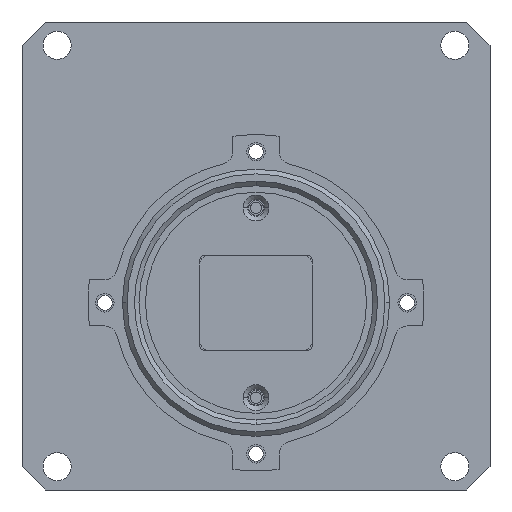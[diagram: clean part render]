
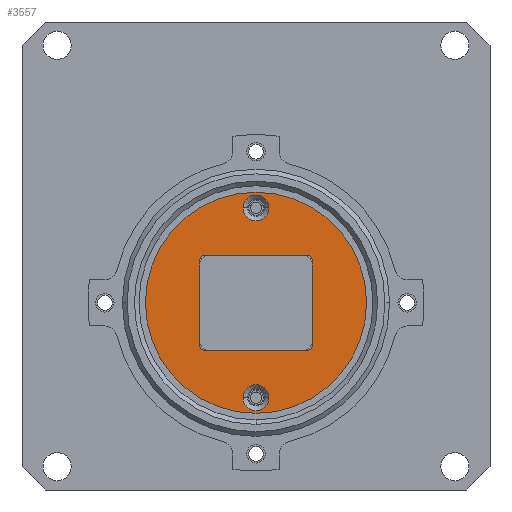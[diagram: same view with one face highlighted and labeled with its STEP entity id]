
A CAD part, left-side view. The second image highlights one B-rep face of the part: STEP entity #3557.
In plain terms, the highlighted planar face has unit normal (-1, 0, 0).
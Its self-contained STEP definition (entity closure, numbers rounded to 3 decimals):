
#1043=CARTESIAN_POINT('',(-5.8,-19.8,-35.13));
#1044=DIRECTION('',(1.,0.,0.));
#1045=DIRECTION('',(0.,0.,-1.));
#1046=AXIS2_PLACEMENT_3D('',#1043,#1044,#1045);
#1061=CARTESIAN_POINT('',(-5.8,-31.,-35.13));
#1062=DIRECTION('',(1.,0.,0.));
#1063=DIRECTION('',(0.,-1.,0.));
#1064=AXIS2_PLACEMENT_3D('',#1061,#1062,#1063);
#1079=CARTESIAN_POINT('',(-5.8,-31.,-25.83));
#1080=DIRECTION('',(1.,0.,0.));
#1081=DIRECTION('',(0.,0.,1.));
#1082=AXIS2_PLACEMENT_3D('',#1079,#1080,#1081);
#1097=CARTESIAN_POINT('',(-5.8,-19.8,-25.83));
#1098=DIRECTION('',(1.,0.,0.));
#1099=DIRECTION('',(0.,1.,0.));
#1100=AXIS2_PLACEMENT_3D('',#1097,#1098,#1099);
#1102=CARTESIAN_POINT('',(-5.8,-25.4,-30.48));
#1103=DIRECTION('',(1.,0.,0.));
#1104=DIRECTION('',(0.,-1.,0.));
#1105=AXIS2_PLACEMENT_3D('',#1102,#1103,#1104);
#1107=CARTESIAN_POINT('',(-5.8,-25.4,-30.48));
#1108=DIRECTION('',(1.,0.,0.));
#1109=DIRECTION('',(0.,1.,0.));
#1110=AXIS2_PLACEMENT_3D('',#1107,#1108,#1109);
#1112=DIRECTION('',(0.,-1.,0.));
#1113=VECTOR('',#1112,11.2);
#1114=CARTESIAN_POINT('',(-5.8,-19.8,-25.33));
#1115=LINE('',#1114,#1113);
#1116=DIRECTION('',(0.,0.,1.));
#1117=VECTOR('',#1116,9.3);
#1118=CARTESIAN_POINT('',(-5.8,-19.3,-35.13));
#1119=LINE('',#1118,#1117);
#1120=DIRECTION('',(0.,1.,0.));
#1121=VECTOR('',#1120,11.2);
#1122=CARTESIAN_POINT('',(-5.8,-31.,-35.63));
#1123=LINE('',#1122,#1121);
#1124=DIRECTION('',(0.,0.,-1.));
#1125=VECTOR('',#1124,9.3);
#1126=CARTESIAN_POINT('',(-5.8,-31.5,-25.83));
#1127=LINE('',#1126,#1125);
#1128=CARTESIAN_POINT('',(-5.8,-25.4,-40.78));
#1129=DIRECTION('',(1.,0.,0.));
#1130=DIRECTION('',(0.,1.,0.));
#1131=AXIS2_PLACEMENT_3D('',#1128,#1129,#1130);
#1133=CARTESIAN_POINT('',(-5.8,-25.4,-40.78));
#1134=DIRECTION('',(1.,0.,0.));
#1135=DIRECTION('',(0.,-1.,0.));
#1136=AXIS2_PLACEMENT_3D('',#1133,#1134,#1135);
#1138=CARTESIAN_POINT('',(-5.8,-25.4,-20.18));
#1139=DIRECTION('',(1.,0.,0.));
#1140=DIRECTION('',(0.,-1.,0.));
#1141=AXIS2_PLACEMENT_3D('',#1138,#1139,#1140);
#1143=CARTESIAN_POINT('',(-5.8,-25.4,-20.18));
#1144=DIRECTION('',(1.,0.,0.));
#1145=DIRECTION('',(0.,1.,0.));
#1146=AXIS2_PLACEMENT_3D('',#1143,#1144,#1145);
#2106=CARTESIAN_POINT('',(-5.8,-37.4,-30.48));
#2107=CARTESIAN_POINT('',(-5.8,-13.4,-30.48));
#2108=VERTEX_POINT('',#2106);
#2109=VERTEX_POINT('',#2107);
#2111=CARTESIAN_POINT('',(-5.8,-19.3,-35.13));
#2113=VERTEX_POINT('',#2111);
#2115=CARTESIAN_POINT('',(-5.8,-19.8,-35.63));
#2117=VERTEX_POINT('',#2115);
#2119=CARTESIAN_POINT('',(-5.8,-19.8,-25.33));
#2121=VERTEX_POINT('',#2119);
#2123=CARTESIAN_POINT('',(-5.8,-19.3,-25.83));
#2125=VERTEX_POINT('',#2123);
#2127=CARTESIAN_POINT('',(-5.8,-31.5,-25.83));
#2129=VERTEX_POINT('',#2127);
#2131=CARTESIAN_POINT('',(-5.8,-31.,-25.33));
#2133=VERTEX_POINT('',#2131);
#2135=CARTESIAN_POINT('',(-5.8,-31.,-35.63));
#2137=VERTEX_POINT('',#2135);
#2139=CARTESIAN_POINT('',(-5.8,-31.5,-35.13));
#2141=VERTEX_POINT('',#2139);
#2142=CARTESIAN_POINT('',(-5.8,-24.,-40.78));
#2143=CARTESIAN_POINT('',(-5.8,-26.8,-40.78));
#2144=VERTEX_POINT('',#2142);
#2145=VERTEX_POINT('',#2143);
#2150=CARTESIAN_POINT('',(-5.8,-26.8,-20.18));
#2151=CARTESIAN_POINT('',(-5.8,-24.,-20.18));
#2152=VERTEX_POINT('',#2150);
#2153=VERTEX_POINT('',#2151);
#3524=CARTESIAN_POINT('',(-5.8,-25.4,-30.48));
#3525=DIRECTION('',(1.,0.,0.));
#3526=DIRECTION('',(0.,-1.,0.));
#3527=AXIS2_PLACEMENT_3D('',#3524,#3525,#3526);
#3528=PLANE('',#3527);
#3530=ORIENTED_EDGE('',*,*,#3529,.T.);
#3532=ORIENTED_EDGE('',*,*,#3531,.T.);
#3533=EDGE_LOOP('',(#3530,#3532));
#3534=FACE_OUTER_BOUND('',#3533,.F.);
#3535=ORIENTED_EDGE('',*,*,#3504,.F.);
#3536=ORIENTED_EDGE('',*,*,#3519,.F.);
#3537=ORIENTED_EDGE('',*,*,#3419,.F.);
#3538=ORIENTED_EDGE('',*,*,#3436,.F.);
#3539=ORIENTED_EDGE('',*,*,#3450,.F.);
#3540=ORIENTED_EDGE('',*,*,#3464,.F.);
#3541=ORIENTED_EDGE('',*,*,#3476,.F.);
#3542=ORIENTED_EDGE('',*,*,#3492,.F.);
#3543=EDGE_LOOP('',(#3535,#3536,#3537,#3538,#3539,#3540,#3541,#3542));
#3544=FACE_BOUND('',#3543,.F.);
#3546=ORIENTED_EDGE('',*,*,#3545,.F.);
#3548=ORIENTED_EDGE('',*,*,#3547,.F.);
#3549=EDGE_LOOP('',(#3546,#3548));
#3550=FACE_BOUND('',#3549,.F.);
#3552=ORIENTED_EDGE('',*,*,#3551,.F.);
#3554=ORIENTED_EDGE('',*,*,#3553,.F.);
#3555=EDGE_LOOP('',(#3552,#3554));
#3556=FACE_BOUND('',#3555,.F.);
#3557=ADVANCED_FACE('',(#3534,#3544,#3550,#3556),#3528,.F.);
#1047=CIRCLE('',#1046,0.5);
#1065=CIRCLE('',#1064,0.5);
#1083=CIRCLE('',#1082,0.5);
#1101=CIRCLE('',#1100,0.5);
#1106=CIRCLE('',#1105,12.);
#1111=CIRCLE('',#1110,12.);
#1132=CIRCLE('',#1131,1.4);
#1137=CIRCLE('',#1136,1.4);
#1142=CIRCLE('',#1141,1.4);
#1147=CIRCLE('',#1146,1.4);
#3419=EDGE_CURVE('',#2113,#2125,#1119,.T.);
#3436=EDGE_CURVE('',#2117,#2113,#1047,.T.);
#3450=EDGE_CURVE('',#2137,#2117,#1123,.T.);
#3464=EDGE_CURVE('',#2141,#2137,#1065,.T.);
#3476=EDGE_CURVE('',#2129,#2141,#1127,.T.);
#3492=EDGE_CURVE('',#2133,#2129,#1083,.T.);
#3504=EDGE_CURVE('',#2121,#2133,#1115,.T.);
#3519=EDGE_CURVE('',#2125,#2121,#1101,.T.);
#3529=EDGE_CURVE('',#2108,#2109,#1106,.T.);
#3531=EDGE_CURVE('',#2109,#2108,#1111,.T.);
#3545=EDGE_CURVE('',#2144,#2145,#1132,.T.);
#3547=EDGE_CURVE('',#2145,#2144,#1137,.T.);
#3551=EDGE_CURVE('',#2152,#2153,#1142,.T.);
#3553=EDGE_CURVE('',#2153,#2152,#1147,.T.);
